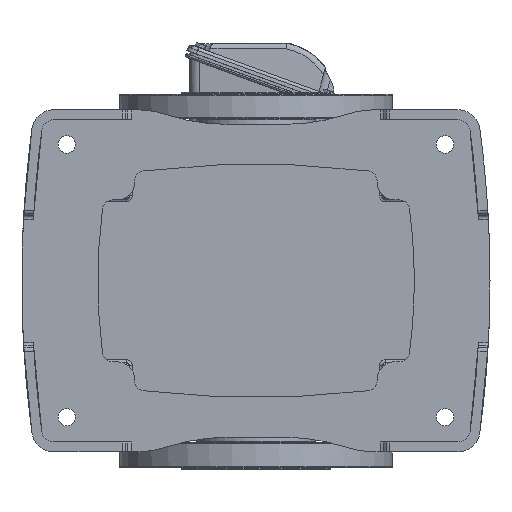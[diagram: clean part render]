
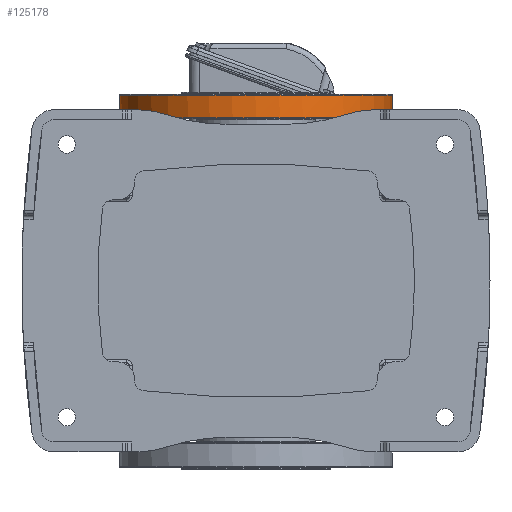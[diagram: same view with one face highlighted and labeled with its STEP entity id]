
A CAD part, front view. The second image highlights one B-rep face of the part: STEP entity #125178.
In plain terms, the highlighted cylindrical face has radius 137.5 mm (diameter 275 mm), a partial arc.
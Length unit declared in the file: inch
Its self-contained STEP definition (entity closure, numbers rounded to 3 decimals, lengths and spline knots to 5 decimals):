
#522 = DIRECTION ( 'NONE',  ( 0., 0., -1. ) ) ;
#2577 = VERTEX_POINT ( 'NONE', #231809 ) ;
#14654 = VERTEX_POINT ( 'NONE', #89915 ) ;
#18392 = EDGE_CURVE ( 'NONE', #2577, #125922, #66686, .T. ) ;
#19580 = DIRECTION ( 'NONE',  ( 1., 0., 0. ) ) ;
#20342 = AXIS2_PLACEMENT_3D ( 'NONE', #184309, #19580, #522 ) ;
#20786 = CYLINDRICAL_SURFACE ( 'NONE', #20342, 5.41339 ) ;
#22154 = CIRCLE ( 'NONE', #208895, 5.41339 ) ;
#23481 = CIRCLE ( 'NONE', #214109, 5.41339 ) ;
#27101 = DIRECTION ( 'NONE',  ( 0., 0., -1. ) ) ;
#40624 = CIRCLE ( 'NONE', #128368, 5.41339 ) ;
#41389 = DIRECTION ( 'NONE',  ( 1., 0., 0. ) ) ;
#49899 = DIRECTION ( 'NONE',  ( 1., 0., 0. ) ) ;
#55306 = EDGE_CURVE ( 'NONE', #180215, #125922, #129517, .T. ) ;
#60091 = DIRECTION ( 'NONE',  ( 1., 0., 0. ) ) ;
#66686 = LINE ( 'NONE', #88064, #225884 ) ;
#76876 = FACE_OUTER_BOUND ( 'NONE', #180151, .T. ) ;
#78466 = VERTEX_POINT ( 'NONE', #180410 ) ;
#80293 = EDGE_CURVE ( 'NONE', #78466, #180215, #22154, .T. ) ;
#82745 = CARTESIAN_POINT ( 'NONE',  ( -7.3622, 7.125, 0. ) ) ;
#83294 = CARTESIAN_POINT ( 'NONE',  ( -6.45669, 7.125, -5.41339 ) ) ;
#86019 = EDGE_CURVE ( 'NONE', #14654, #216684, #23481, .T. ) ;
#87679 = CARTESIAN_POINT ( 'NONE',  ( -6.45669, 7.08957, -5.41327 ) ) ;
#88064 = CARTESIAN_POINT ( 'NONE',  ( -7.40157, 7.125, -5.41339 ) ) ;
#89915 = CARTESIAN_POINT ( 'NONE',  ( -7.3622, 7.125, 5.41339 ) ) ;
#95071 = ORIENTED_EDGE ( 'NONE', *, *, #131030, .T. ) ;
#95818 = CARTESIAN_POINT ( 'NONE',  ( -6.45669, 7.125, 0. ) ) ;
#104578 = ORIENTED_EDGE ( 'NONE', *, *, #80293, .F. ) ;
#107385 = CARTESIAN_POINT ( 'NONE',  ( -6.45669, 7.125, 0. ) ) ;
#125178 = ADVANCED_FACE ( 'NONE', ( #76876 ), #20786, .T. ) ;
#125922 = VERTEX_POINT ( 'NONE', #83294 ) ;
#128368 = AXIS2_PLACEMENT_3D ( 'NONE', #154831, #209660, #27101 ) ;
#129517 = CIRCLE ( 'NONE', #198163, 5.41339 ) ;
#131030 = EDGE_CURVE ( 'NONE', #216684, #2577, #40624, .T. ) ;
#132619 = ORIENTED_EDGE ( 'NONE', *, *, #151382, .F. ) ;
#132817 = DIRECTION ( 'NONE',  ( 0., 0., -1. ) ) ;
#148627 = CARTESIAN_POINT ( 'NONE',  ( -7.3622, 7.07467, 5.41315 ) ) ;
#150543 = ORIENTED_EDGE ( 'NONE', *, *, #18392, .T. ) ;
#150699 = DIRECTION ( 'NONE',  ( 0., -0.007, -1. ) ) ;
#151382 = EDGE_CURVE ( 'NONE', #14654, #78466, #206019, .T. ) ;
#154831 = CARTESIAN_POINT ( 'NONE',  ( -7.3622, 7.125, 0. ) ) ;
#158466 = ORIENTED_EDGE ( 'NONE', *, *, #86019, .T. ) ;
#161888 = DIRECTION ( 'NONE',  ( 1., 0., 0. ) ) ;
#163429 = DIRECTION ( 'NONE',  ( 1., 0., 0. ) ) ;
#180151 = EDGE_LOOP ( 'NONE', ( #132619, #158466, #95071, #150543, #189513, #104578 ) ) ;
#180215 = VERTEX_POINT ( 'NONE', #87679 ) ;
#180410 = CARTESIAN_POINT ( 'NONE',  ( -6.45669, 7.125, 5.41339 ) ) ;
#184309 = CARTESIAN_POINT ( 'NONE',  ( -7.40157, 7.125, 0. ) ) ;
#188159 = CARTESIAN_POINT ( 'NONE',  ( -7.40157, 7.125, 5.41339 ) ) ;
#189513 = ORIENTED_EDGE ( 'NONE', *, *, #55306, .F. ) ;
#193486 = VECTOR ( 'NONE', #41389, 39.37008 ) ;
#198163 = AXIS2_PLACEMENT_3D ( 'NONE', #95818, #161888, #150699 ) ;
#206019 = LINE ( 'NONE', #188159, #193486 ) ;
#208895 = AXIS2_PLACEMENT_3D ( 'NONE', #107385, #163429, #212454 ) ;
#209660 = DIRECTION ( 'NONE',  ( 1., 0., 0. ) ) ;
#212454 = DIRECTION ( 'NONE',  ( 0., -0.007, -1. ) ) ;
#214109 = AXIS2_PLACEMENT_3D ( 'NONE', #82745, #60091, #132817 ) ;
#216684 = VERTEX_POINT ( 'NONE', #148627 ) ;
#225884 = VECTOR ( 'NONE', #49899, 39.37008 ) ;
#231809 = CARTESIAN_POINT ( 'NONE',  ( -7.3622, 7.125, -5.41339 ) ) ;
